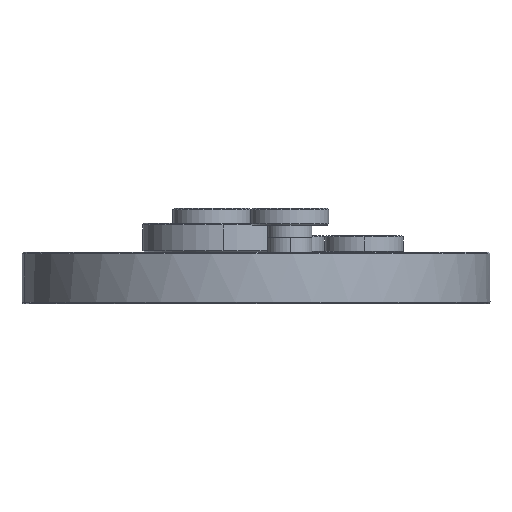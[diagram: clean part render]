
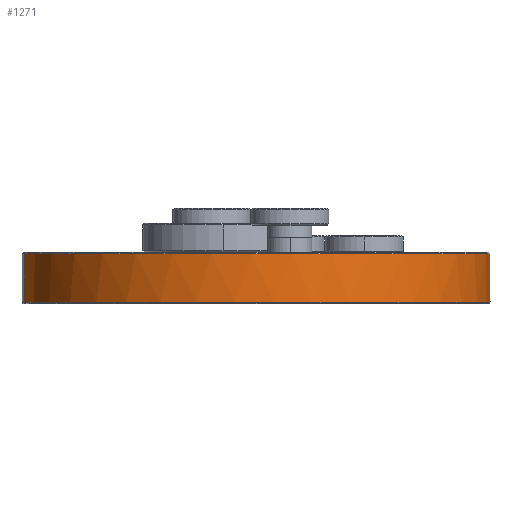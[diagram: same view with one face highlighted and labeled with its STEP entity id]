
A CAD part, left-side view. The second image highlights one B-rep face of the part: STEP entity #1271.
In plain terms, the highlighted cylindrical face has radius 101.219 mm (diameter 202.438 mm), a partial arc.
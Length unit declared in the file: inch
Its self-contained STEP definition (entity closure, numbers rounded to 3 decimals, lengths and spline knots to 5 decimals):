
#177 = DIRECTION ( 'NONE',  ( -0.156, 0.988, 0. ) ) ;
#423 = VERTEX_POINT ( 'NONE', #8828 ) ;
#977 = VERTEX_POINT ( 'NONE', #11378 ) ;
#1271 = ADVANCED_FACE ( 'NONE', ( #9338 ), #5187, .T. ) ;
#1349 = VERTEX_POINT ( 'NONE', #4679 ) ;
#1381 = LINE ( 'NONE', #4402, #2656 ) ;
#1531 = DIRECTION ( 'NONE',  ( -0.156, 0.988, 0. ) ) ;
#1561 = AXIS2_PLACEMENT_3D ( 'NONE', #5350, #12747, #6409 ) ;
#2157 = VECTOR ( 'NONE', #11166, 39.37008 ) ;
#2656 = VECTOR ( 'NONE', #8586, 39.37008 ) ;
#2978 = CARTESIAN_POINT ( 'NONE',  ( 1.99038, 2.28883, 5.24547 ) ) ;
#3075 = VERTEX_POINT ( 'NONE', #12421 ) ;
#3219 = AXIS2_PLACEMENT_3D ( 'NONE', #8850, #6956, #1531 ) ;
#3427 = CARTESIAN_POINT ( 'NONE',  ( 1.38437, 10.20973, 5.2391 ) ) ;
#3570 = VERTEX_POINT ( 'NONE', #9072 ) ;
#3845 = B_SPLINE_CURVE_WITH_KNOTS ( 'NONE', 3,
 ( #10288, #7129, #2978, #10333, #4033, #11405, #5084, #12468, #6143, #13462 ),
 .UNSPECIFIED., .F., .F.,
 ( 4, 2, 2, 2, 4 ),
 ( 0., 0.00035, 0.00069, 0.00104, 0.00138 ),
 .UNSPECIFIED. ) ;
#4033 = CARTESIAN_POINT ( 'NONE',  ( 2.0032, 2.28879, 5.25035 ) ) ;
#4226 = EDGE_CURVE ( 'NONE', #3570, #423, #3845, .T. ) ;
#4402 = CARTESIAN_POINT ( 'NONE',  ( 2.63115, 2.33785, 6.0891 ) ) ;
#4679 = CARTESIAN_POINT ( 'NONE',  ( 2.63115, 2.33785, 5.2391 ) ) ;
#4709 = ORIENTED_EDGE ( 'NONE', *, *, #4226, .T. ) ;
#4736 = CIRCLE ( 'NONE', #12156, 3.985 ) ;
#4838 = CARTESIAN_POINT ( 'NONE',  ( 1.38437, 10.20973, 6.0891 ) ) ;
#5084 = CARTESIAN_POINT ( 'NONE',  ( 2.01685, 2.2888, 5.24935 ) ) ;
#5187 = CYLINDRICAL_SURFACE ( 'NONE', #3219, 3.985 ) ;
#5279 = ORIENTED_EDGE ( 'NONE', *, *, #8959, .T. ) ;
#5287 = EDGE_LOOP ( 'NONE', ( #8893, #7939, #10925, #7868, #4709, #5279 ) ) ;
#5350 = CARTESIAN_POINT ( 'NONE',  ( 2.00776, 6.27379, 5.2391 ) ) ;
#5808 = CARTESIAN_POINT ( 'NONE',  ( 2.00776, 6.27379, 6.0691 ) ) ;
#6143 = CARTESIAN_POINT ( 'NONE',  ( 2.02882, 2.28885, 5.24264 ) ) ;
#6409 = DIRECTION ( 'NONE',  ( -0.156, 0.988, 0. ) ) ;
#6410 = DIRECTION ( 'NONE',  ( 0., 0., 1. ) ) ;
#6870 = DIRECTION ( 'NONE',  ( -0.156, 0.988, 0. ) ) ;
#6956 = DIRECTION ( 'NONE',  ( 0., 0., -1. ) ) ;
#6967 = EDGE_CURVE ( 'NONE', #7545, #3570, #13148, .T. ) ;
#7129 = CARTESIAN_POINT ( 'NONE',  ( 1.9867, 2.28885, 5.24264 ) ) ;
#7545 = VERTEX_POINT ( 'NONE', #3427 ) ;
#7868 = ORIENTED_EDGE ( 'NONE', *, *, #6967, .T. ) ;
#7939 = ORIENTED_EDGE ( 'NONE', *, *, #8204, .T. ) ;
#8204 = EDGE_CURVE ( 'NONE', #3075, #977, #10083, .T. ) ;
#8369 = EDGE_CURVE ( 'NONE', #3075, #1349, #1381, .T. ) ;
#8586 = DIRECTION ( 'NONE',  ( 0., 0., -1. ) ) ;
#8828 = CARTESIAN_POINT ( 'NONE',  ( 2.03177, 2.28886, 5.2391 ) ) ;
#8850 = CARTESIAN_POINT ( 'NONE',  ( 2.00776, 6.27379, 6.0891 ) ) ;
#8893 = ORIENTED_EDGE ( 'NONE', *, *, #8369, .F. ) ;
#8959 = EDGE_CURVE ( 'NONE', #423, #1349, #4736, .T. ) ;
#9072 = CARTESIAN_POINT ( 'NONE',  ( 1.98375, 2.28886, 5.2391 ) ) ;
#9338 = FACE_OUTER_BOUND ( 'NONE', #5287, .T. ) ;
#10083 = CIRCLE ( 'NONE', #10689, 3.985 ) ;
#10122 = EDGE_CURVE ( 'NONE', #977, #7545, #13097, .T. ) ;
#10288 = CARTESIAN_POINT ( 'NONE',  ( 1.98375, 2.28886, 5.2391 ) ) ;
#10333 = CARTESIAN_POINT ( 'NONE',  ( 1.99863, 2.2888, 5.24933 ) ) ;
#10689 = AXIS2_PLACEMENT_3D ( 'NONE', #5808, #13145, #6870 ) ;
#10925 = ORIENTED_EDGE ( 'NONE', *, *, #10122, .T. ) ;
#11166 = DIRECTION ( 'NONE',  ( 0., 0., -1. ) ) ;
#11378 = CARTESIAN_POINT ( 'NONE',  ( 1.38437, 10.20973, 6.0691 ) ) ;
#11405 = CARTESIAN_POINT ( 'NONE',  ( 2.01229, 2.28879, 5.25036 ) ) ;
#12156 = AXIS2_PLACEMENT_3D ( 'NONE', #12748, #6410, #177 ) ;
#12421 = CARTESIAN_POINT ( 'NONE',  ( 2.63115, 2.33785, 6.0691 ) ) ;
#12468 = CARTESIAN_POINT ( 'NONE',  ( 2.02515, 2.28883, 5.24547 ) ) ;
#12747 = DIRECTION ( 'NONE',  ( 0., 0., 1. ) ) ;
#12748 = CARTESIAN_POINT ( 'NONE',  ( 2.00776, 6.27379, 5.2391 ) ) ;
#13097 = LINE ( 'NONE', #4838, #2157 ) ;
#13145 = DIRECTION ( 'NONE',  ( 0., 0., -1. ) ) ;
#13148 = CIRCLE ( 'NONE', #1561, 3.985 ) ;
#13462 = CARTESIAN_POINT ( 'NONE',  ( 2.03177, 2.28886, 5.2391 ) ) ;
